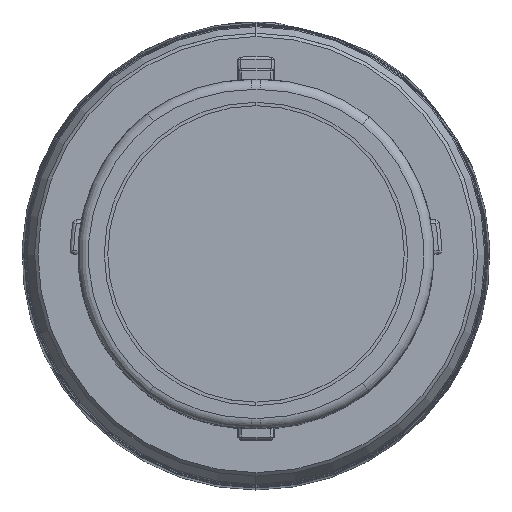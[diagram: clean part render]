
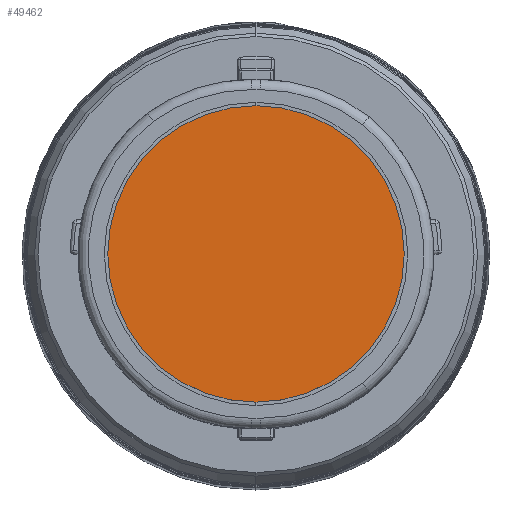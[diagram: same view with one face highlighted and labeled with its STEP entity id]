
A CAD part, top view. The second image highlights one B-rep face of the part: STEP entity #49462.
In plain terms, the highlighted planar face has unit normal (0, 0, 1).
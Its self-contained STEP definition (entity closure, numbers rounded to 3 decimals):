
#15931=CARTESIAN_POINT('',(0.,0.,47.55));
#15932=DIRECTION('',(0.,0.,-1.));
#15933=DIRECTION('',(0.,-1.,0.));
#15934=AXIS2_PLACEMENT_3D('',#15931,#15932,#15933);
#15941=CARTESIAN_POINT('',(0.,0.,47.55));
#15942=DIRECTION('',(0.,0.,-1.));
#15943=DIRECTION('',(0.,1.,0.));
#15944=AXIS2_PLACEMENT_3D('',#15941,#15942,#15943);
#22361=CARTESIAN_POINT('',(0.,-8.9,47.55));
#22362=CARTESIAN_POINT('',(0.,8.9,47.55));
#22363=VERTEX_POINT('',#22361);
#22364=VERTEX_POINT('',#22362);
#49452=CARTESIAN_POINT('',(0.,0.,47.55));
#49453=DIRECTION('',(0.,0.,-1.));
#49454=DIRECTION('',(0.,-1.,0.));
#49455=AXIS2_PLACEMENT_3D('',#49452,#49453,#49454);
#49456=PLANE('',#49455);
#49457=ORIENTED_EDGE('',*,*,#49442,.T.);
#49459=ORIENTED_EDGE('',*,*,#49458,.T.);
#49460=EDGE_LOOP('',(#49457,#49459));
#49461=FACE_OUTER_BOUND('',#49460,.F.);
#49462=ADVANCED_FACE('',(#49461),#49456,.F.);
#15935=CIRCLE('',#15934,8.9);
#15945=CIRCLE('',#15944,8.9);
#49442=EDGE_CURVE('',#22363,#22364,#15935,.T.);
#49458=EDGE_CURVE('',#22364,#22363,#15945,.T.);
